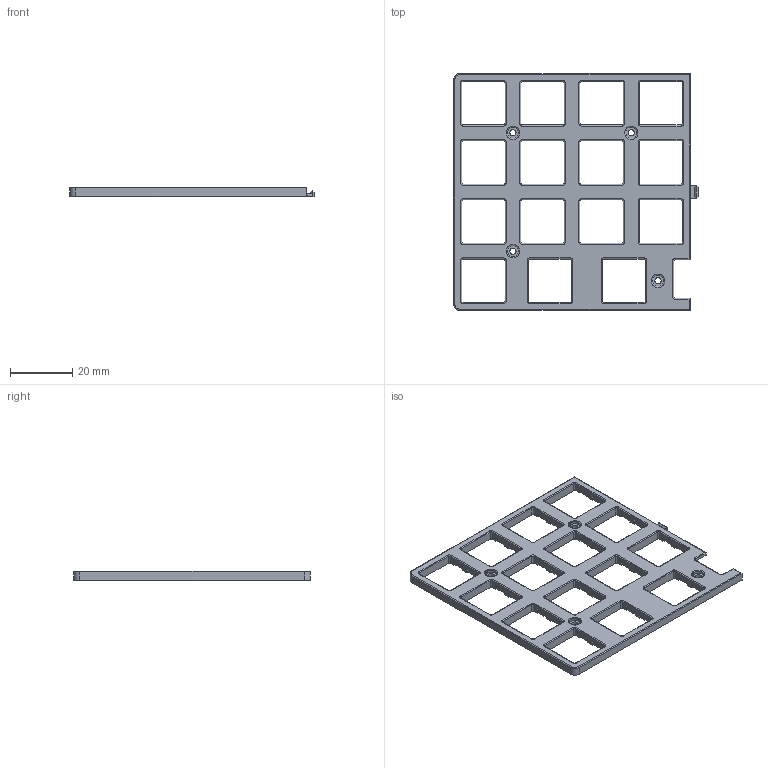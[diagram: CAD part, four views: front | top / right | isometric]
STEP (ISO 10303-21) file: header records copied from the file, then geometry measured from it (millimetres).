
FILE_DESCRIPTION(/* description */ ('STEP AP242','CAx-IF Rec.Pracs.---Representation and Presentation of Product Manufacturing Information (PMI)---4.0---2014-10-13','CAx-IF Rec.Pracs.---3D Tessellated Geometry---0.4---2014-09-14','2;1'),/* implementation_level */ '2;1');
FILE_NAME(/* name */ '659fa480ab4d6a061adaf4c3',/* time_stamp */ '2024-01-11T08:19:13Z',/* author */ (''),/* organization */ (''),/* preprocessor_version */ 'ST-DEVELOPER v19.4',/* originating_system */ ' ',/* authorisation */ ' ');
FILE_SCHEMA (('AP242_MANAGED_MODEL_BASED_3D_ENGINEERING_MIM_LF { 1 0 10303 442 1 1 4 }'));
Length unit declared in the file: metre
Products named in the file (1): PlateL
Bounding box: 78.74 x 76.23 x 3 mm (x, y, z)
Volume: 8045.7 mm3; surface area: 9023.6 mm2
Topology: 1 solids, 1 shells, 548 faces, 1486 edges, 944 vertices
Faces by surface type: plane 405, cylinder 73, cone 70
Full cylindrical faces by diameter (mm): 2 x4, 3.6 x4
Entity records: 16908 total; most frequent: CARTESIAN_POINT 2959, ORIENTED_EDGE 2940, DIRECTION 2784, EDGE_CURVE 1470, LINE 1254, VECTOR 1254, VERTEX_POINT 940, AXIS2_PLACEMENT_3D 765
